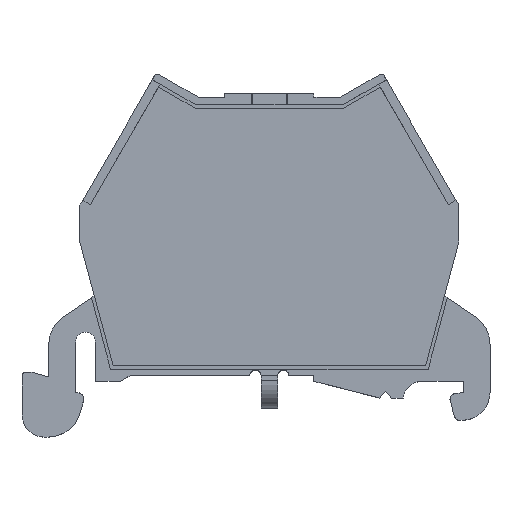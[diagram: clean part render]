
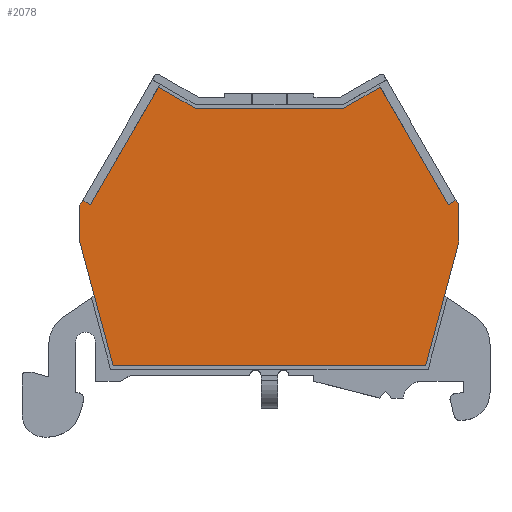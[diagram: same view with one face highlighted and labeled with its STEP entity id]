
A CAD part, top view. The second image highlights one B-rep face of the part: STEP entity #2078.
In plain terms, the highlighted planar face has unit normal (0, 0, 1).
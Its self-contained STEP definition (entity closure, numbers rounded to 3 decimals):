
#60 = ORIENTED_EDGE ( 'NONE', *, *, #5265, .T. ) ;
#145 = LINE ( 'NONE', #4973, #1789 ) ;
#515 = DIRECTION ( 'NONE',  ( -0.5, 0.866, 0. ) ) ;
#678 = CARTESIAN_POINT ( 'NONE',  ( 17., 13.709, 2.5 ) ) ;
#722 = CARTESIAN_POINT ( 'NONE',  ( 16.057, 13.742, 2.5 ) ) ;
#782 = DIRECTION ( 'NONE',  ( -0.5, 0.866, 0. ) ) ;
#857 = DIRECTION ( 'NONE',  ( 0., -1., 0. ) ) ;
#859 = FACE_OUTER_BOUND ( 'NONE', #3147, .T. ) ;
#884 = LINE ( 'NONE', #1677, #4392 ) ;
#1161 = VERTEX_POINT ( 'NONE', #8180 ) ;
#1247 = CARTESIAN_POINT ( 'NONE',  ( -17., 10.4, 2.5 ) ) ;
#1259 = CARTESIAN_POINT ( 'NONE',  ( -9.957, 24.307, 2.5 ) ) ;
#1271 = LINE ( 'NONE', #1259, #2913 ) ;
#1444 = EDGE_CURVE ( 'NONE', #1730, #6485, #3316, .T. ) ;
#1488 = ORIENTED_EDGE ( 'NONE', *, *, #6290, .T. ) ;
#1592 = DIRECTION ( 'NONE',  ( -0.866, -0.5, 0. ) ) ;
#1658 = LINE ( 'NONE', #7261, #6706 ) ;
#1677 = CARTESIAN_POINT ( 'NONE',  ( 16.8, -0.7, 2.5 ) ) ;
#1708 = CARTESIAN_POINT ( 'NONE',  ( 9.957, 24.307, 2.5 ) ) ;
#1730 = VERTEX_POINT ( 'NONE', #2374 ) ;
#1759 = EDGE_CURVE ( 'NONE', #6485, #6634, #6911, .T. ) ;
#1789 = VECTOR ( 'NONE', #782, 1000. ) ;
#1806 = ORIENTED_EDGE ( 'NONE', *, *, #6947, .T. ) ;
#1878 = VERTEX_POINT ( 'NONE', #6647 ) ;
#1890 = CARTESIAN_POINT ( 'NONE',  ( 14.026, -0.7, 2.5 ) ) ;
#2078 = ADVANCED_FACE ( 'NONE', ( #859 ), #8546, .T. ) ;
#2123 = VECTOR ( 'NONE', #857, 1000. ) ;
#2161 = CARTESIAN_POINT ( 'NONE',  ( 16.75, 14.142, 2.5 ) ) ;
#2231 = LINE ( 'NONE', #5137, #3839 ) ;
#2354 = VECTOR ( 'NONE', #8136, 1000. ) ;
#2374 = CARTESIAN_POINT ( 'NONE',  ( 17., 13.709, 2.5 ) ) ;
#2380 = VERTEX_POINT ( 'NONE', #2625 ) ;
#2532 = ORIENTED_EDGE ( 'NONE', *, *, #6987, .T. ) ;
#2625 = CARTESIAN_POINT ( 'NONE',  ( -17., 13.709, 2.5 ) ) ;
#2889 = LINE ( 'NONE', #8530, #6532 ) ;
#2913 = VECTOR ( 'NONE', #8737, 1000. ) ;
#2942 = VECTOR ( 'NONE', #5208, 1000. ) ;
#3080 = VECTOR ( 'NONE', #3695, 1000. ) ;
#3147 = EDGE_LOOP ( 'NONE', ( #4563, #60, #2532, #4465, #4925, #3647, #4303, #7240, #6207, #6931, #1488, #4182, #1806, #5379 ) ) ;
#3188 = EDGE_CURVE ( 'NONE', #3310, #6302, #8323, .T. ) ;
#3275 = AXIS2_PLACEMENT_3D ( 'NONE', #7889, #7831, #7738 ) ;
#3280 = VERTEX_POINT ( 'NONE', #1890 ) ;
#3310 = VERTEX_POINT ( 'NONE', #3356 ) ;
#3316 = LINE ( 'NONE', #678, #8262 ) ;
#3356 = CARTESIAN_POINT ( 'NONE',  ( -16.057, 13.742, 2.5 ) ) ;
#3647 = ORIENTED_EDGE ( 'NONE', *, *, #4748, .T. ) ;
#3695 = DIRECTION ( 'NONE',  ( -1., 0., 0. ) ) ;
#3733 = CARTESIAN_POINT ( 'NONE',  ( -16.75, 14.142, 2.5 ) ) ;
#3828 = CARTESIAN_POINT ( 'NONE',  ( -16.057, 13.742, 2.5 ) ) ;
#3839 = VECTOR ( 'NONE', #6482, 1000. ) ;
#4173 = CARTESIAN_POINT ( 'NONE',  ( -14.026, -0.7, 2.5 ) ) ;
#4182 = ORIENTED_EDGE ( 'NONE', *, *, #6340, .T. ) ;
#4303 = ORIENTED_EDGE ( 'NONE', *, *, #1444, .T. ) ;
#4392 = VECTOR ( 'NONE', #7853, 1000. ) ;
#4465 = ORIENTED_EDGE ( 'NONE', *, *, #4624, .T. ) ;
#4562 = DIRECTION ( 'NONE',  ( -0.866, 0.5, 0. ) ) ;
#4563 = ORIENTED_EDGE ( 'NONE', *, *, #5364, .T. ) ;
#4624 = EDGE_CURVE ( 'NONE', #5130, #3280, #884, .T. ) ;
#4690 = VERTEX_POINT ( 'NONE', #7908 ) ;
#4748 = EDGE_CURVE ( 'NONE', #6986, #1730, #1658, .T. ) ;
#4925 = ORIENTED_EDGE ( 'NONE', *, *, #5097, .T. ) ;
#4973 = CARTESIAN_POINT ( 'NONE',  ( 16.057, 13.742, 2.5 ) ) ;
#5045 = VERTEX_POINT ( 'NONE', #5411 ) ;
#5059 = CARTESIAN_POINT ( 'NONE',  ( -17., 10.4, 2.5 ) ) ;
#5097 = EDGE_CURVE ( 'NONE', #3280, #6986, #7569, .T. ) ;
#5130 = VERTEX_POINT ( 'NONE', #4173 ) ;
#5137 = CARTESIAN_POINT ( 'NONE',  ( -17., 13.709, 2.5 ) ) ;
#5208 = DIRECTION ( 'NONE',  ( -0.866, 0.5, 0. ) ) ;
#5241 = EDGE_CURVE ( 'NONE', #6634, #5045, #145, .T. ) ;
#5265 = EDGE_CURVE ( 'NONE', #2380, #8451, #7337, .T. ) ;
#5364 = EDGE_CURVE ( 'NONE', #6302, #2380, #2231, .T. ) ;
#5379 = ORIENTED_EDGE ( 'NONE', *, *, #3188, .T. ) ;
#5411 = CARTESIAN_POINT ( 'NONE',  ( 9.957, 24.307, 2.5 ) ) ;
#5500 = CARTESIAN_POINT ( 'NONE',  ( 14.026, -0.7, 2.5 ) ) ;
#5559 = LINE ( 'NONE', #1708, #7318 ) ;
#6057 = EDGE_CURVE ( 'NONE', #5045, #1878, #5559, .T. ) ;
#6207 = ORIENTED_EDGE ( 'NONE', *, *, #5241, .T. ) ;
#6215 = CARTESIAN_POINT ( 'NONE',  ( 17., 10.4, 2.5 ) ) ;
#6290 = EDGE_CURVE ( 'NONE', #1878, #1161, #8237, .T. ) ;
#6302 = VERTEX_POINT ( 'NONE', #3733 ) ;
#6340 = EDGE_CURVE ( 'NONE', #1161, #4690, #2889, .T. ) ;
#6482 = DIRECTION ( 'NONE',  ( -0.5, -0.866, 0. ) ) ;
#6485 = VERTEX_POINT ( 'NONE', #7434 ) ;
#6516 = DIRECTION ( 'NONE',  ( -0.866, -0.5, 0. ) ) ;
#6532 = VECTOR ( 'NONE', #4562, 1000. ) ;
#6634 = VERTEX_POINT ( 'NONE', #722 ) ;
#6647 = CARTESIAN_POINT ( 'NONE',  ( 6.654, 22.4, 2.5 ) ) ;
#6701 = VECTOR ( 'NONE', #1592, 1000. ) ;
#6706 = VECTOR ( 'NONE', #7936, 1000. ) ;
#6874 = DIRECTION ( 'NONE',  ( 0.259, -0.966, 0. ) ) ;
#6911 = LINE ( 'NONE', #2161, #6701 ) ;
#6931 = ORIENTED_EDGE ( 'NONE', *, *, #6057, .T. ) ;
#6947 = EDGE_CURVE ( 'NONE', #4690, #3310, #1271, .T. ) ;
#6986 = VERTEX_POINT ( 'NONE', #6215 ) ;
#6987 = EDGE_CURVE ( 'NONE', #8451, #5130, #8775, .T. ) ;
#7060 = VECTOR ( 'NONE', #6874, 1000. ) ;
#7240 = ORIENTED_EDGE ( 'NONE', *, *, #1759, .T. ) ;
#7261 = CARTESIAN_POINT ( 'NONE',  ( 17., 10.4, 2.5 ) ) ;
#7318 = VECTOR ( 'NONE', #6516, 1000. ) ;
#7337 = LINE ( 'NONE', #5059, #2123 ) ;
#7434 = CARTESIAN_POINT ( 'NONE',  ( 16.75, 14.142, 2.5 ) ) ;
#7569 = LINE ( 'NONE', #5500, #2354 ) ;
#7738 = DIRECTION ( 'NONE',  ( 1., 0., 0. ) ) ;
#7757 = CARTESIAN_POINT ( 'NONE',  ( 16.8, 22.4, 2.5 ) ) ;
#7831 = DIRECTION ( 'NONE',  ( 0., 0., 1. ) ) ;
#7853 = DIRECTION ( 'NONE',  ( 1., 0., 0. ) ) ;
#7889 = CARTESIAN_POINT ( 'NONE',  ( 16.8, 1.2, 2.5 ) ) ;
#7908 = CARTESIAN_POINT ( 'NONE',  ( -9.957, 24.307, 2.5 ) ) ;
#7936 = DIRECTION ( 'NONE',  ( 0., 1., 0. ) ) ;
#8136 = DIRECTION ( 'NONE',  ( 0.259, 0.966, 0. ) ) ;
#8178 = CARTESIAN_POINT ( 'NONE',  ( -17., 10.4, 2.5 ) ) ;
#8180 = CARTESIAN_POINT ( 'NONE',  ( -6.654, 22.4, 2.5 ) ) ;
#8237 = LINE ( 'NONE', #7757, #3080 ) ;
#8262 = VECTOR ( 'NONE', #515, 1000. ) ;
#8323 = LINE ( 'NONE', #3828, #2942 ) ;
#8451 = VERTEX_POINT ( 'NONE', #1247 ) ;
#8530 = CARTESIAN_POINT ( 'NONE',  ( -6.654, 22.4, 2.5 ) ) ;
#8546 = PLANE ( 'NONE',  #3275 ) ;
#8737 = DIRECTION ( 'NONE',  ( -0.5, -0.866, 0. ) ) ;
#8775 = LINE ( 'NONE', #8178, #7060 ) ;
